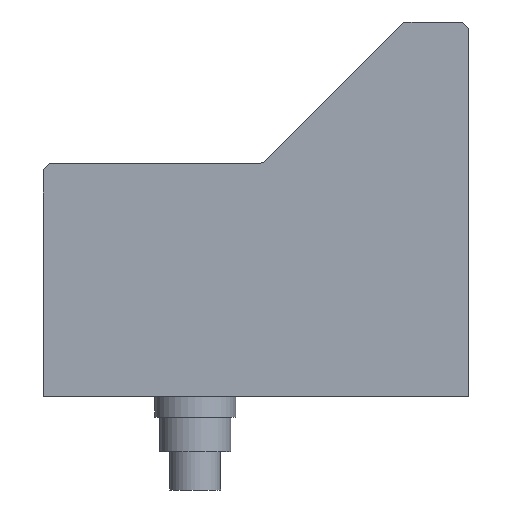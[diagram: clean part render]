
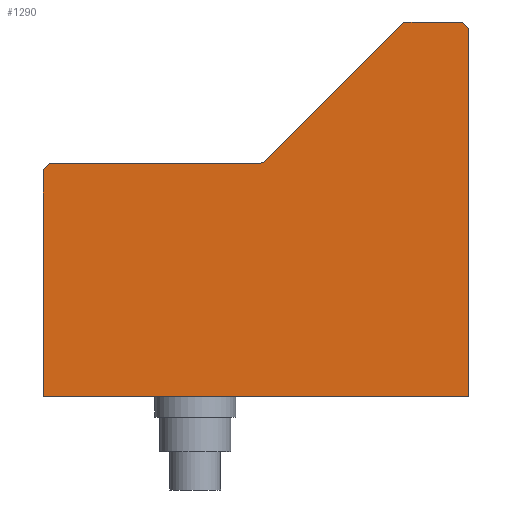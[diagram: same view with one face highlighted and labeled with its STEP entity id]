
A CAD part, left-side view. The second image highlights one B-rep face of the part: STEP entity #1290.
In plain terms, the highlighted planar face has unit normal (-1, 0, 0).
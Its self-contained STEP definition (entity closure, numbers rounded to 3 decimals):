
#558=CARTESIAN_POINT('',(-5.75,20.7,11.5));
#559=VERTEX_POINT('',#558);
#560=CARTESIAN_POINT('',(-5.75,10.324,11.5));
#561=VERTEX_POINT('',#560);
#562=CARTESIAN_POINT('',(-5.75,20.7,11.5));
#563=DIRECTION('',(0.0,-1.0,0.0));
#564=VECTOR('',#563,10.376);
#565=LINE('',#562,#564);
#566=EDGE_CURVE('',#559,#561,#565,.T.);
#1040=CARTESIAN_POINT('',(-5.75,10.112,11.588));
#1041=VERTEX_POINT('',#1040);
#1042=CARTESIAN_POINT('',(-5.75,10.324,11.5));
#1043=DIRECTION('',(0.0,-0.923,0.384));
#1044=VECTOR('',#1043,0.23);
#1045=LINE('',#1042,#1044);
#1046=EDGE_CURVE('',#561,#1041,#1045,.T.);
#1071=CARTESIAN_POINT('',(-5.75,3.2,18.5));
#1072=VERTEX_POINT('',#1071);
#1073=CARTESIAN_POINT('',(-5.75,10.112,11.588));
#1074=DIRECTION('',(0.0,-0.707,0.707));
#1075=VECTOR('',#1074,9.775);
#1076=LINE('',#1073,#1075);
#1077=EDGE_CURVE('',#1041,#1072,#1076,.T.);
#1102=CARTESIAN_POINT('',(-5.75,0.3,18.5));
#1103=VERTEX_POINT('',#1102);
#1104=CARTESIAN_POINT('',(-5.75,3.2,18.5));
#1105=DIRECTION('',(0.0,-1.0,0.0));
#1106=VECTOR('',#1105,2.9);
#1107=LINE('',#1104,#1106);
#1108=EDGE_CURVE('',#1072,#1103,#1107,.T.);
#1133=CARTESIAN_POINT('',(-5.75,0.,18.2));
#1134=VERTEX_POINT('',#1133);
#1135=CARTESIAN_POINT('',(-5.75,0.3,18.5));
#1136=DIRECTION('',(0.0,-0.706,-0.708));
#1137=VECTOR('',#1136,0.424);
#1138=LINE('',#1135,#1137);
#1139=EDGE_CURVE('',#1103,#1134,#1138,.T.);
#1164=CARTESIAN_POINT('',(-5.75,0.0,0.));
#1165=VERTEX_POINT('',#1164);
#1166=CARTESIAN_POINT('',(-5.75,0.,18.2));
#1167=DIRECTION('',(0.0,0.0,-1.0));
#1168=VECTOR('',#1167,18.2);
#1169=LINE('',#1166,#1168);
#1170=EDGE_CURVE('',#1134,#1165,#1169,.T.);
#1195=CARTESIAN_POINT('',(-5.75,21.,0.));
#1196=VERTEX_POINT('',#1195);
#1197=CARTESIAN_POINT('',(-5.75,0.0,0.));
#1198=DIRECTION('',(0.0,1.0,0.0));
#1199=VECTOR('',#1198,21.);
#1200=LINE('',#1197,#1199);
#1201=EDGE_CURVE('',#1165,#1196,#1200,.T.);
#1226=CARTESIAN_POINT('',(-5.75,21.,11.199));
#1227=VERTEX_POINT('',#1226);
#1228=CARTESIAN_POINT('',(-5.75,21.,0.0));
#1229=DIRECTION('',(0.0,0.0,1.0));
#1230=VECTOR('',#1229,11.199);
#1231=LINE('',#1228,#1230);
#1232=EDGE_CURVE('',#1196,#1227,#1231,.T.);
#1257=CARTESIAN_POINT('',(-5.75,21.,11.199));
#1258=DIRECTION('',(0.0,-0.706,0.708));
#1259=VECTOR('',#1258,0.424);
#1260=LINE('',#1257,#1259);
#1261=EDGE_CURVE('',#1227,#559,#1260,.T.);
#1274=CARTESIAN_POINT('',(-5.75,9.366,7.562));
#1275=DIRECTION('',(-1.0,0.0,0.0));
#1276=DIRECTION('',(0.0,0.0,1.0));
#1277=AXIS2_PLACEMENT_3D('',#1274,#1275,#1276);
#1278=PLANE('',#1277);
#1279=ORIENTED_EDGE('',*,*,#566,.F.);
#1280=ORIENTED_EDGE('',*,*,#1261,.F.);
#1281=ORIENTED_EDGE('',*,*,#1232,.F.);
#1282=ORIENTED_EDGE('',*,*,#1201,.F.);
#1283=ORIENTED_EDGE('',*,*,#1170,.F.);
#1284=ORIENTED_EDGE('',*,*,#1139,.F.);
#1285=ORIENTED_EDGE('',*,*,#1108,.F.);
#1286=ORIENTED_EDGE('',*,*,#1077,.F.);
#1287=ORIENTED_EDGE('',*,*,#1046,.F.);
#1288=EDGE_LOOP('',(#1279,#1280,#1281,#1282,#1283,#1284,#1285,#1286,#1287));
#1289=FACE_OUTER_BOUND('',#1288,.T.);
#1290=ADVANCED_FACE('',(#1289),#1278,.T.);
